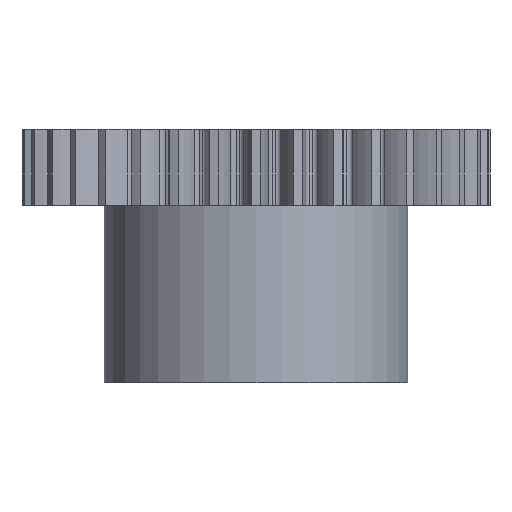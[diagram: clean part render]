
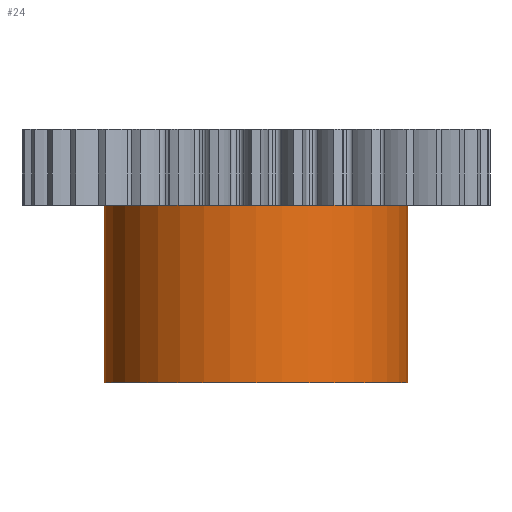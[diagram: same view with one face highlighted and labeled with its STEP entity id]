
A CAD part, front view. The second image highlights one B-rep face of the part: STEP entity #24.
In plain terms, the highlighted cylindrical face has radius 6 mm (diameter 12 mm), a partial arc.
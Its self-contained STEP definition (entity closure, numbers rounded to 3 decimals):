
#21 = EDGE_LOOP ( 'NONE', ( #279, #281, #30, #31 ) ) ;
#23 = EDGE_CURVE ( 'NONE', #6019, #6147, #498, .T. ) ;
#24 = ADVANCED_FACE ( 'NONE', ( #406 ), #517, .T. ) ;
#30 = ORIENTED_EDGE ( 'NONE', *, *, #6153, .T. ) ;
#31 = ORIENTED_EDGE ( 'NONE', *, *, #6846, .F. ) ;
#279 = ORIENTED_EDGE ( 'NONE', *, *, #6149, .F. ) ;
#281 = ORIENTED_EDGE ( 'NONE', *, *, #23, .T. ) ;
#402 = DIRECTION ( 'NONE',  ( 1., 0., 0. ) ) ;
#403 = DIRECTION ( 'NONE',  ( 0., 0., 1. ) ) ;
#404 = AXIS2_PLACEMENT_3D ( 'NONE', #518, #403, #402 ) ;
#405 = DIRECTION ( 'NONE',  ( 1., 0., 0. ) ) ;
#406 = FACE_OUTER_BOUND ( 'NONE', #21, .T. ) ;
#498 = CIRCLE ( 'NONE', #404, 6. ) ;
#504 = AXIS2_PLACEMENT_3D ( 'NONE', #505, #510, #405 ) ;
#505 = CARTESIAN_POINT ( 'NONE',  ( 0., 0., -7. ) ) ;
#510 = DIRECTION ( 'NONE',  ( 0., 0., 1. ) ) ;
#517 = CYLINDRICAL_SURFACE ( 'NONE', #504, 6. ) ;
#518 = CARTESIAN_POINT ( 'NONE',  ( 0., 0., -7. ) ) ;
#1526 = CARTESIAN_POINT ( 'NONE',  ( -6., 0., -7. ) ) ;
#1621 = CARTESIAN_POINT ( 'NONE',  ( -6., 0., 0. ) ) ;
#2088 = DIRECTION ( 'NONE',  ( 0., 0., 1. ) ) ;
#2093 = CARTESIAN_POINT ( 'NONE',  ( 6., 0., -7. ) ) ;
#2094 = LINE ( 'NONE', #2093, #2176 ) ;
#2095 = CARTESIAN_POINT ( 'NONE',  ( 6., 0., 0. ) ) ;
#2098 = DIRECTION ( 'NONE',  ( 0., 0., 1. ) ) ;
#2099 = VECTOR ( 'NONE', #2098, 1000. ) ;
#2100 = CARTESIAN_POINT ( 'NONE',  ( -6., 0., -7. ) ) ;
#2101 = LINE ( 'NONE', #2100, #2099 ) ;
#2103 = CARTESIAN_POINT ( 'NONE',  ( 6., 0., -7. ) ) ;
#2176 = VECTOR ( 'NONE', #2088, 1000. ) ;
#3328 = AXIS2_PLACEMENT_3D ( 'NONE', #3377, #3361, #3378 ) ;
#3361 = DIRECTION ( 'NONE',  ( 0., 0., 1. ) ) ;
#3363 = CIRCLE ( 'NONE', #3328, 6. ) ;
#3377 = CARTESIAN_POINT ( 'NONE',  ( 0., 0., 0. ) ) ;
#3378 = DIRECTION ( 'NONE',  ( 1., 0., 0. ) ) ;
#6019 = VERTEX_POINT ( 'NONE', #1526 ) ;
#6020 = VERTEX_POINT ( 'NONE', #1621 ) ;
#6147 = VERTEX_POINT ( 'NONE', #2103 ) ;
#6149 = EDGE_CURVE ( 'NONE', #6019, #6020, #2101, .T. ) ;
#6152 = VERTEX_POINT ( 'NONE', #2095 ) ;
#6153 = EDGE_CURVE ( 'NONE', #6147, #6152, #2094, .T. ) ;
#6846 = EDGE_CURVE ( 'NONE', #6020, #6152, #3363, .T. ) ;
